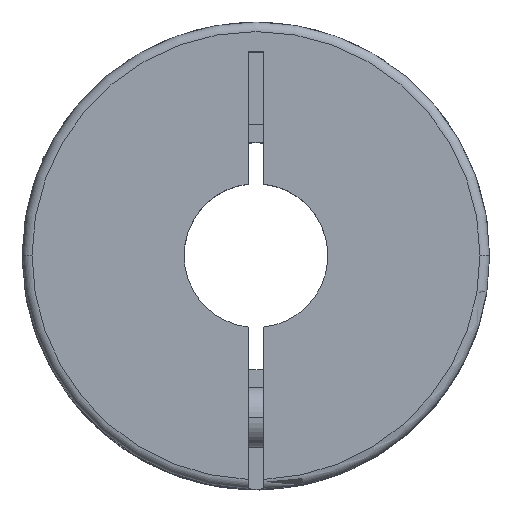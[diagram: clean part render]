
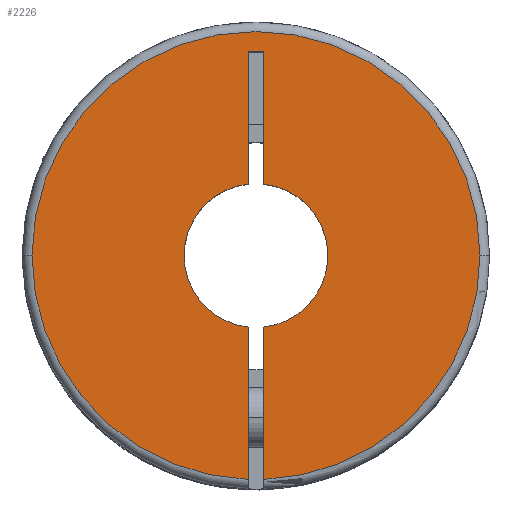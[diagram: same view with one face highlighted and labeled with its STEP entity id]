
A CAD part, top view. The second image highlights one B-rep face of the part: STEP entity #2226.
In plain terms, the highlighted planar face has unit normal (0, 0, 1).
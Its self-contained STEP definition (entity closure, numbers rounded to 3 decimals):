
#92 = VERTEX_POINT ( 'NONE', #4430 ) ;
#129 = EDGE_CURVE ( 'NONE', #2651, #3682, #2452, .T. ) ;
#169 = AXIS2_PLACEMENT_3D ( 'NONE', #2697, #2351, #1649 ) ;
#181 = EDGE_CURVE ( 'NONE', #1738, #586, #3615, .T. ) ;
#236 = CARTESIAN_POINT ( 'NONE',  ( -0.65, -5.965, 0. ) ) ;
#261 = FACE_OUTER_BOUND ( 'NONE', #1212, .T. ) ;
#290 = PLANE ( 'NONE',  #432 ) ;
#332 = CARTESIAN_POINT ( 'NONE',  ( -0.65, -18.689, 0. ) ) ;
#393 = LINE ( 'NONE', #2063, #2265 ) ;
#432 = AXIS2_PLACEMENT_3D ( 'NONE', #1332, #4419, #2719 ) ;
#586 = VERTEX_POINT ( 'NONE', #1304 ) ;
#627 = AXIS2_PLACEMENT_3D ( 'NONE', #1062, #2193, #781 ) ;
#632 = CARTESIAN_POINT ( 'NONE',  ( 0.65, -5.965, 0. ) ) ;
#694 = DIRECTION ( 'NONE',  ( 0., -1., 0. ) ) ;
#699 = EDGE_CURVE ( 'NONE', #586, #2611, #2024, .T. ) ;
#703 = DIRECTION ( 'NONE',  ( 0., 1., 0. ) ) ;
#707 = DIRECTION ( 'NONE',  ( -1., 0., 0. ) ) ;
#719 = CIRCLE ( 'NONE', #4080, 18.7 ) ;
#745 = ORIENTED_EDGE ( 'NONE', *, *, #1293, .T. ) ;
#781 = DIRECTION ( 'NONE',  ( -1., 0., 0. ) ) ;
#846 = CARTESIAN_POINT ( 'NONE',  ( 18.7, 0., 0. ) ) ;
#961 = EDGE_CURVE ( 'NONE', #1019, #92, #2770, .T. ) ;
#1005 = DIRECTION ( 'NONE',  ( 0., 0., -1. ) ) ;
#1019 = VERTEX_POINT ( 'NONE', #2445 ) ;
#1062 = CARTESIAN_POINT ( 'NONE',  ( 0., 0., 0. ) ) ;
#1133 = DIRECTION ( 'NONE',  ( 0., -1., 0. ) ) ;
#1212 = EDGE_LOOP ( 'NONE', ( #3664, #4088, #745, #1257, #4026, #1222, #3984, #1849, #1369, #1829, #3251 ) ) ;
#1222 = ORIENTED_EDGE ( 'NONE', *, *, #3221, .F. ) ;
#1257 = ORIENTED_EDGE ( 'NONE', *, *, #129, .T. ) ;
#1293 = EDGE_CURVE ( 'NONE', #2639, #2651, #3533, .T. ) ;
#1304 = CARTESIAN_POINT ( 'NONE',  ( 0.65, -18.689, 0. ) ) ;
#1332 = CARTESIAN_POINT ( 'NONE',  ( 0., 0., 0. ) ) ;
#1337 = VERTEX_POINT ( 'NONE', #3036 ) ;
#1369 = ORIENTED_EDGE ( 'NONE', *, *, #699, .F. ) ;
#1426 = CARTESIAN_POINT ( 'NONE',  ( -0.65, 17., 0. ) ) ;
#1427 = DIRECTION ( 'NONE',  ( 0., 0., -1. ) ) ;
#1457 = VECTOR ( 'NONE', #1133, 1000. ) ;
#1649 = DIRECTION ( 'NONE',  ( -1., 0., 0. ) ) ;
#1738 = VERTEX_POINT ( 'NONE', #846 ) ;
#1829 = ORIENTED_EDGE ( 'NONE', *, *, #181, .F. ) ;
#1830 = CARTESIAN_POINT ( 'NONE',  ( 0., 0., 0. ) ) ;
#1832 = VECTOR ( 'NONE', #3152, 1000. ) ;
#1842 = CARTESIAN_POINT ( 'NONE',  ( -18.7, 0., 0. ) ) ;
#1849 = ORIENTED_EDGE ( 'NONE', *, *, #4052, .T. ) ;
#2024 = LINE ( 'NONE', #4487, #3144 ) ;
#2063 = CARTESIAN_POINT ( 'NONE',  ( -0.65, 17., 0. ) ) ;
#2163 = CARTESIAN_POINT ( 'NONE',  ( 0., 0., 0. ) ) ;
#2178 = CIRCLE ( 'NONE', #2328, 6. ) ;
#2193 = DIRECTION ( 'NONE',  ( 0., 0., -1. ) ) ;
#2226 = ADVANCED_FACE ( 'NONE', ( #261 ), #290, .F. ) ;
#2265 = VECTOR ( 'NONE', #694, 1000. ) ;
#2328 = AXIS2_PLACEMENT_3D ( 'NONE', #3542, #3230, #4239 ) ;
#2351 = DIRECTION ( 'NONE',  ( 0., 0., -1. ) ) ;
#2390 = DIRECTION ( 'NONE',  ( -1., 0., 0. ) ) ;
#2445 = CARTESIAN_POINT ( 'NONE',  ( 0.65, 5.965, 0. ) ) ;
#2452 = CIRCLE ( 'NONE', #3400, 6. ) ;
#2475 = VERTEX_POINT ( 'NONE', #1842 ) ;
#2611 = VERTEX_POINT ( 'NONE', #632 ) ;
#2639 = VERTEX_POINT ( 'NONE', #236 ) ;
#2651 = VERTEX_POINT ( 'NONE', #3740 ) ;
#2683 = EDGE_CURVE ( 'NONE', #2475, #1738, #2929, .T. ) ;
#2697 = CARTESIAN_POINT ( 'NONE',  ( 0., 0., 0. ) ) ;
#2719 = DIRECTION ( 'NONE',  ( 0., -1., 0. ) ) ;
#2770 = LINE ( 'NONE', #4146, #3270 ) ;
#2779 = VERTEX_POINT ( 'NONE', #332 ) ;
#2929 = CIRCLE ( 'NONE', #3730, 18.7 ) ;
#2993 = EDGE_CURVE ( 'NONE', #1337, #3682, #393, .T. ) ;
#3036 = CARTESIAN_POINT ( 'NONE',  ( -0.65, 17., 0. ) ) ;
#3144 = VECTOR ( 'NONE', #703, 1000. ) ;
#3152 = DIRECTION ( 'NONE',  ( -1., 0., 0. ) ) ;
#3170 = DIRECTION ( 'NONE',  ( -1., 0., 0. ) ) ;
#3221 = EDGE_CURVE ( 'NONE', #92, #1337, #3782, .T. ) ;
#3230 = DIRECTION ( 'NONE',  ( 0., 0., -1. ) ) ;
#3251 = ORIENTED_EDGE ( 'NONE', *, *, #2683, .F. ) ;
#3270 = VECTOR ( 'NONE', #4494, 1000. ) ;
#3400 = AXIS2_PLACEMENT_3D ( 'NONE', #1830, #1427, #3170 ) ;
#3464 = CARTESIAN_POINT ( 'NONE',  ( 0.65, 17., 0. ) ) ;
#3533 = CIRCLE ( 'NONE', #169, 6. ) ;
#3542 = CARTESIAN_POINT ( 'NONE',  ( 0., 0., 0. ) ) ;
#3615 = CIRCLE ( 'NONE', #627, 18.7 ) ;
#3664 = ORIENTED_EDGE ( 'NONE', *, *, #4484, .F. ) ;
#3682 = VERTEX_POINT ( 'NONE', #4083 ) ;
#3730 = AXIS2_PLACEMENT_3D ( 'NONE', #4137, #1005, #2390 ) ;
#3740 = CARTESIAN_POINT ( 'NONE',  ( -6., 0., 0. ) ) ;
#3782 = LINE ( 'NONE', #3464, #1832 ) ;
#3984 = ORIENTED_EDGE ( 'NONE', *, *, #961, .F. ) ;
#4026 = ORIENTED_EDGE ( 'NONE', *, *, #2993, .F. ) ;
#4052 = EDGE_CURVE ( 'NONE', #1019, #2611, #2178, .T. ) ;
#4080 = AXIS2_PLACEMENT_3D ( 'NONE', #2163, #4236, #707 ) ;
#4083 = CARTESIAN_POINT ( 'NONE',  ( -0.65, 5.965, 0. ) ) ;
#4085 = EDGE_CURVE ( 'NONE', #2639, #2779, #4306, .T. ) ;
#4088 = ORIENTED_EDGE ( 'NONE', *, *, #4085, .F. ) ;
#4137 = CARTESIAN_POINT ( 'NONE',  ( 0., 0., 0. ) ) ;
#4146 = CARTESIAN_POINT ( 'NONE',  ( 0.65, -19.5, 0. ) ) ;
#4236 = DIRECTION ( 'NONE',  ( 0., 0., -1. ) ) ;
#4239 = DIRECTION ( 'NONE',  ( -1., 0., 0. ) ) ;
#4306 = LINE ( 'NONE', #1426, #1457 ) ;
#4419 = DIRECTION ( 'NONE',  ( 0., 0., -1. ) ) ;
#4430 = CARTESIAN_POINT ( 'NONE',  ( 0.65, 17., 0. ) ) ;
#4484 = EDGE_CURVE ( 'NONE', #2779, #2475, #719, .T. ) ;
#4487 = CARTESIAN_POINT ( 'NONE',  ( 0.65, -19.5, 0. ) ) ;
#4494 = DIRECTION ( 'NONE',  ( 0., 1., 0. ) ) ;
